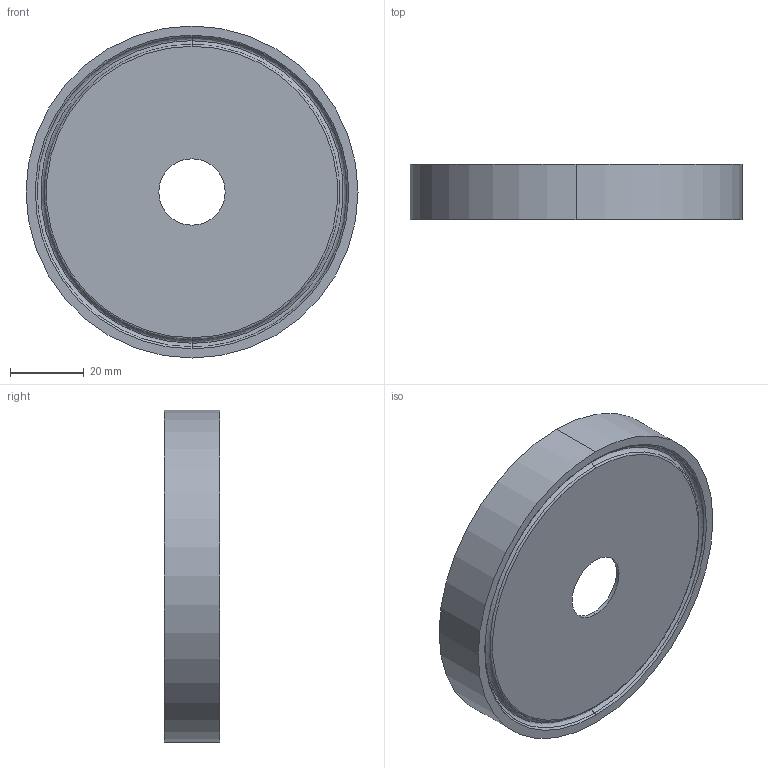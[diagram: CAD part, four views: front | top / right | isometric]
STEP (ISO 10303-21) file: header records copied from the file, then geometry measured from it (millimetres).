
FILE_DESCRIPTION (( 'STEP AP214' ), '1' );
FILE_NAME ('funnel.STEP', '2024-04-07T20:20:39', ( '' ), ( '' ), 'SwSTEP 2.0', 'SolidWorks 2023', '' );
FILE_SCHEMA (( 'AUTOMOTIVE_DESIGN' ));
Length unit declared in the file: millimetre
Products named in the file (1): funnel
Bounding box: 90 x 15 x 90 mm (x, y, z)
Volume: 43522 mm3; surface area: 17914.3 mm2
Topology: 1 solids, 1 shells, 18 faces, 36 edges, 22 vertices
Faces by surface type: bspline 10, cylinder 4, plane 4
Entity records: 2713 total; most frequent: CARTESIAN_POINT 2401, ORIENTED_EDGE 72, DIRECTION 38, EDGE_CURVE 36, VERTEX_POINT 22, EDGE_LOOP 22, ADVANCED_FACE 18, FACE_OUTER_BOUND 18
